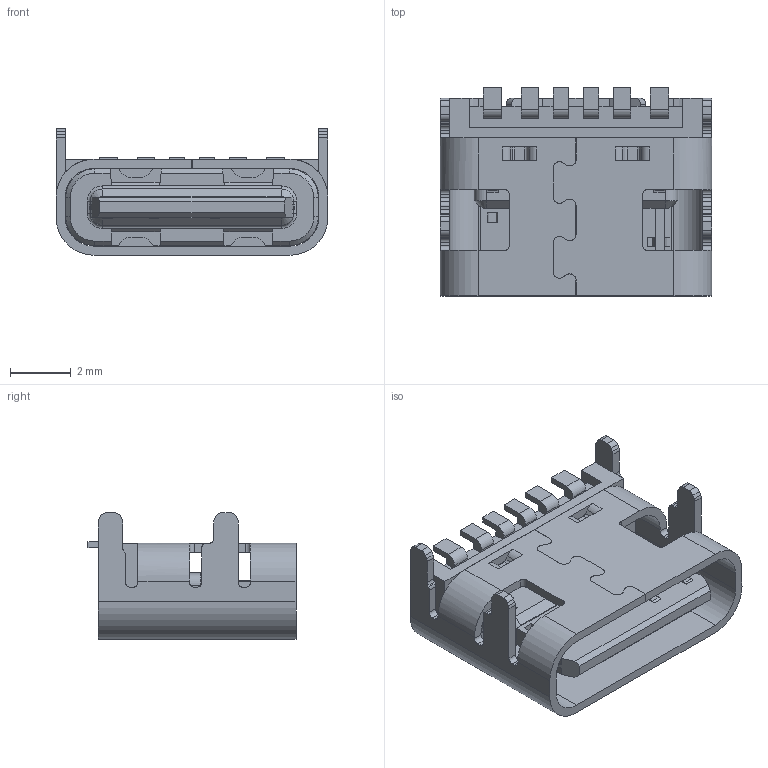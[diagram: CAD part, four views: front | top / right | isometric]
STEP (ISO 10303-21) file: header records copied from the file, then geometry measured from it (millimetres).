
FILE_DESCRIPTION((''),'2;1');
FILE_NAME('TYPE-C母座_6P卧式四脚插CH1_63_长6_5Z3带夹','2024-07-16T',('admin'),(''),'PRO/ENGINEER BY PARAMETRIC TECHNOLOGY CORPORATION, 2017170','PRO/ENGINEER BY PARAMETRIC TECHNOLOGY CORPORATION, 2017170','');
FILE_SCHEMA(('AUTOMOTIVE_DESIGN { 1 0 10303 214 1 1 1 1 }'));
Length unit declared in the file: millimetre
Products named in the file (1): TYPE-C母座_6P卧式四脚插CH1_63_长6_5Z3带夹
Bounding box: 8.94 x 6.84 x 4.16 mm (x, y, z)
Volume: 94.2 mm3; surface area: 446.7 mm2
Topology: 1 solids, 1 shells, 738 faces, 2124 edges, 1405 vertices
Faces by surface type: plane 582, cylinder 142, cone 8, torus 4, extrusion 2
Entity records: 29431 total; most frequent: CARTESIAN_POINT 4474, ORIENTED_EDGE 4248, DIRECTION 3882, EDGE_CURVE 2124, VECTOR 1762, LINE 1760, VERTEX_POINT 1405, AXIS2_PLACEMENT_3D 1060
